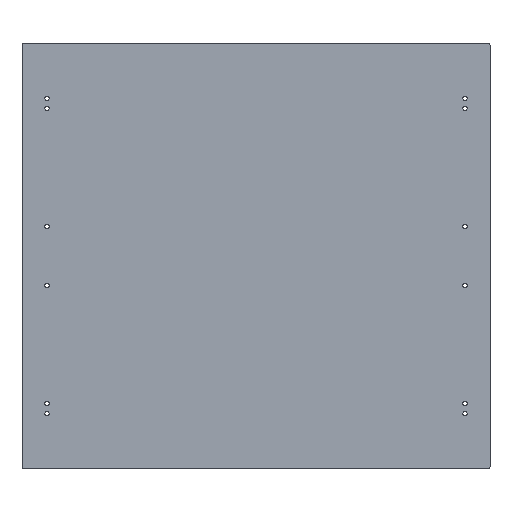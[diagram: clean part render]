
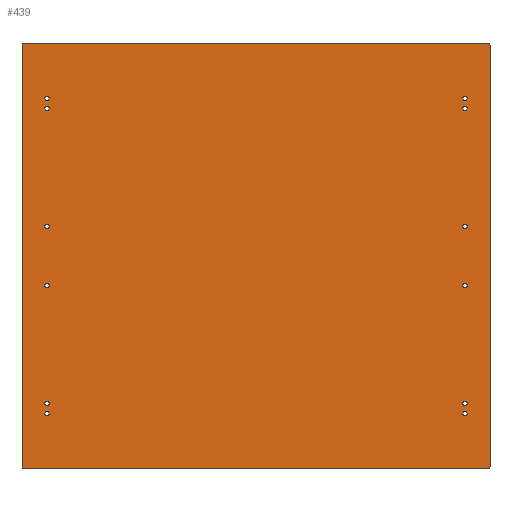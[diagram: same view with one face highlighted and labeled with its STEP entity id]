
A CAD part, top view. The second image highlights one B-rep face of the part: STEP entity #439.
In plain terms, the highlighted planar face has unit normal (0, 0, 1).
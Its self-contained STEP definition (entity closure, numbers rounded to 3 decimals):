
#15=FACE_BOUND('',#70,.T.);
#16=FACE_BOUND('',#71,.T.);
#17=FACE_BOUND('',#72,.T.);
#18=FACE_BOUND('',#73,.T.);
#19=FACE_BOUND('',#74,.T.);
#20=FACE_BOUND('',#75,.T.);
#21=FACE_BOUND('',#76,.T.);
#22=FACE_BOUND('',#77,.T.);
#23=FACE_BOUND('',#78,.T.);
#24=FACE_BOUND('',#79,.T.);
#25=FACE_BOUND('',#80,.T.);
#26=FACE_BOUND('',#81,.T.);
#40=PLANE('',#477);
#47=FACE_OUTER_BOUND('',#69,.T.);
#69=EDGE_LOOP('',(#309,#310,#311,#312,#313,#314,#315,#316));
#70=EDGE_LOOP('',(#317));
#71=EDGE_LOOP('',(#318));
#72=EDGE_LOOP('',(#319));
#73=EDGE_LOOP('',(#320));
#74=EDGE_LOOP('',(#321));
#75=EDGE_LOOP('',(#322));
#76=EDGE_LOOP('',(#323));
#77=EDGE_LOOP('',(#324));
#78=EDGE_LOOP('',(#325));
#79=EDGE_LOOP('',(#326));
#80=EDGE_LOOP('',(#327));
#81=EDGE_LOOP('',(#328));
#115=LINE('',#677,#143);
#118=LINE('',#683,#146);
#119=LINE('',#687,#147);
#120=LINE('',#691,#148);
#143=VECTOR('',#539,10.);
#146=VECTOR('',#544,10.);
#147=VECTOR('',#547,10.);
#148=VECTOR('',#550,10.);
#169=CIRCLE('',#474,2.);
#171=CIRCLE('',#478,2.);
#172=CIRCLE('',#479,2.);
#173=CIRCLE('',#480,2.);
#174=CIRCLE('',#481,3.3);
#175=CIRCLE('',#482,3.3);
#176=CIRCLE('',#483,3.3);
#177=CIRCLE('',#484,3.3);
#178=CIRCLE('',#485,3.3);
#179=CIRCLE('',#486,3.3);
#180=CIRCLE('',#487,3.3);
#181=CIRCLE('',#488,3.3);
#182=CIRCLE('',#489,3.3);
#183=CIRCLE('',#490,3.3);
#184=CIRCLE('',#491,3.3);
#185=CIRCLE('',#492,3.3);
#201=VERTEX_POINT('',#667);
#202=VERTEX_POINT('',#668);
#205=VERTEX_POINT('',#676);
#207=VERTEX_POINT('',#682);
#208=VERTEX_POINT('',#684);
#209=VERTEX_POINT('',#686);
#210=VERTEX_POINT('',#688);
#211=VERTEX_POINT('',#690);
#212=VERTEX_POINT('',#693);
#213=VERTEX_POINT('',#695);
#214=VERTEX_POINT('',#697);
#215=VERTEX_POINT('',#699);
#216=VERTEX_POINT('',#701);
#217=VERTEX_POINT('',#703);
#218=VERTEX_POINT('',#705);
#219=VERTEX_POINT('',#707);
#220=VERTEX_POINT('',#709);
#221=VERTEX_POINT('',#711);
#222=VERTEX_POINT('',#713);
#223=VERTEX_POINT('',#715);
#241=EDGE_CURVE('',#201,#202,#169,.T.);
#245=EDGE_CURVE('',#205,#202,#115,.T.);
#248=EDGE_CURVE('',#201,#207,#118,.T.);
#249=EDGE_CURVE('',#208,#207,#171,.T.);
#250=EDGE_CURVE('',#208,#209,#119,.T.);
#251=EDGE_CURVE('',#210,#209,#172,.T.);
#252=EDGE_CURVE('',#210,#211,#120,.T.);
#253=EDGE_CURVE('',#205,#211,#173,.T.);
#254=EDGE_CURVE('',#212,#212,#174,.T.);
#255=EDGE_CURVE('',#213,#213,#175,.T.);
#256=EDGE_CURVE('',#214,#214,#176,.T.);
#257=EDGE_CURVE('',#215,#215,#177,.T.);
#258=EDGE_CURVE('',#216,#216,#178,.T.);
#259=EDGE_CURVE('',#217,#217,#179,.T.);
#260=EDGE_CURVE('',#218,#218,#180,.T.);
#261=EDGE_CURVE('',#219,#219,#181,.T.);
#262=EDGE_CURVE('',#220,#220,#182,.T.);
#263=EDGE_CURVE('',#221,#221,#183,.T.);
#264=EDGE_CURVE('',#222,#222,#184,.T.);
#265=EDGE_CURVE('',#223,#223,#185,.T.);
#309=ORIENTED_EDGE('',*,*,#241,.F.);
#310=ORIENTED_EDGE('',*,*,#248,.T.);
#311=ORIENTED_EDGE('',*,*,#249,.F.);
#312=ORIENTED_EDGE('',*,*,#250,.T.);
#313=ORIENTED_EDGE('',*,*,#251,.F.);
#314=ORIENTED_EDGE('',*,*,#252,.T.);
#315=ORIENTED_EDGE('',*,*,#253,.F.);
#316=ORIENTED_EDGE('',*,*,#245,.T.);
#317=ORIENTED_EDGE('',*,*,#254,.T.);
#318=ORIENTED_EDGE('',*,*,#255,.T.);
#319=ORIENTED_EDGE('',*,*,#256,.T.);
#320=ORIENTED_EDGE('',*,*,#257,.T.);
#321=ORIENTED_EDGE('',*,*,#258,.T.);
#322=ORIENTED_EDGE('',*,*,#259,.T.);
#323=ORIENTED_EDGE('',*,*,#260,.T.);
#324=ORIENTED_EDGE('',*,*,#261,.T.);
#325=ORIENTED_EDGE('',*,*,#262,.T.);
#326=ORIENTED_EDGE('',*,*,#263,.T.);
#327=ORIENTED_EDGE('',*,*,#264,.T.);
#328=ORIENTED_EDGE('',*,*,#265,.T.);
#439=ADVANCED_FACE('',(#47,#15,#16,#17,#18,#19,#20,#21,#22,#23,#24,#25,
#26),#40,.T.);
#474=AXIS2_PLACEMENT_3D('',#669,#531,#532);
#477=AXIS2_PLACEMENT_3D('',#681,#542,#543);
#478=AXIS2_PLACEMENT_3D('',#685,#545,#546);
#479=AXIS2_PLACEMENT_3D('',#689,#548,#549);
#480=AXIS2_PLACEMENT_3D('',#692,#551,#552);
#481=AXIS2_PLACEMENT_3D('',#694,#553,#554);
#482=AXIS2_PLACEMENT_3D('',#696,#555,#556);
#483=AXIS2_PLACEMENT_3D('',#698,#557,#558);
#484=AXIS2_PLACEMENT_3D('',#700,#559,#560);
#485=AXIS2_PLACEMENT_3D('',#702,#561,#562);
#486=AXIS2_PLACEMENT_3D('',#704,#563,#564);
#487=AXIS2_PLACEMENT_3D('',#706,#565,#566);
#488=AXIS2_PLACEMENT_3D('',#708,#567,#568);
#489=AXIS2_PLACEMENT_3D('',#710,#569,#570);
#490=AXIS2_PLACEMENT_3D('',#712,#571,#572);
#491=AXIS2_PLACEMENT_3D('',#714,#573,#574);
#492=AXIS2_PLACEMENT_3D('',#716,#575,#576);
#531=DIRECTION('center_axis',(0.,0.,-1.));
#532=DIRECTION('ref_axis',(-0.707,-0.707,0.));
#539=DIRECTION('',(0.,-1.,0.));
#542=DIRECTION('center_axis',(0.,0.,1.));
#543=DIRECTION('ref_axis',(1.,0.,0.));
#544=DIRECTION('',(1.,0.,0.));
#545=DIRECTION('center_axis',(0.,0.,-1.));
#546=DIRECTION('ref_axis',(0.707,-0.707,0.));
#547=DIRECTION('',(0.,1.,0.));
#548=DIRECTION('center_axis',(0.,0.,-1.));
#549=DIRECTION('ref_axis',(0.707,0.707,0.));
#550=DIRECTION('',(-1.,0.,0.));
#551=DIRECTION('center_axis',(0.,0.,-1.));
#552=DIRECTION('ref_axis',(-0.707,0.707,0.));
#553=DIRECTION('center_axis',(0.,0.,-1.));
#554=DIRECTION('ref_axis',(-1.,0.,0.));
#555=DIRECTION('center_axis',(0.,0.,-1.));
#556=DIRECTION('ref_axis',(-1.,0.,0.));
#557=DIRECTION('center_axis',(0.,0.,-1.));
#558=DIRECTION('ref_axis',(-1.,0.,0.));
#559=DIRECTION('center_axis',(0.,0.,-1.));
#560=DIRECTION('ref_axis',(-1.,0.,0.));
#561=DIRECTION('center_axis',(0.,0.,-1.));
#562=DIRECTION('ref_axis',(-1.,0.,0.));
#563=DIRECTION('center_axis',(0.,0.,-1.));
#564=DIRECTION('ref_axis',(-1.,0.,0.));
#565=DIRECTION('center_axis',(0.,0.,-1.));
#566=DIRECTION('ref_axis',(-1.,0.,0.));
#567=DIRECTION('center_axis',(0.,0.,-1.));
#568=DIRECTION('ref_axis',(-1.,0.,0.));
#569=DIRECTION('center_axis',(0.,0.,-1.));
#570=DIRECTION('ref_axis',(-1.,0.,0.));
#571=DIRECTION('center_axis',(0.,0.,-1.));
#572=DIRECTION('ref_axis',(-1.,0.,0.));
#573=DIRECTION('center_axis',(0.,0.,-1.));
#574=DIRECTION('ref_axis',(-1.,0.,0.));
#575=DIRECTION('center_axis',(0.,0.,-1.));
#576=DIRECTION('ref_axis',(-1.,0.,0.));
#667=CARTESIAN_POINT('',(-348.,-317.5,4.));
#668=CARTESIAN_POINT('',(-350.,-315.5,4.));
#669=CARTESIAN_POINT('Origin',(-348.,-315.5,4.));
#676=CARTESIAN_POINT('',(-350.,315.5,4.));
#677=CARTESIAN_POINT('',(-350.,317.5,4.));
#681=CARTESIAN_POINT('Origin',(0.,0.,
4.));
#682=CARTESIAN_POINT('',(348.,-317.5,4.));
#683=CARTESIAN_POINT('',(-350.,-317.5,4.));
#684=CARTESIAN_POINT('',(350.,-315.5,4.));
#685=CARTESIAN_POINT('Origin',(348.,-315.5,4.));
#686=CARTESIAN_POINT('',(350.,315.5,4.));
#687=CARTESIAN_POINT('',(350.,-317.5,4.));
#688=CARTESIAN_POINT('',(348.,317.5,4.));
#689=CARTESIAN_POINT('Origin',(348.,315.5,4.));
#690=CARTESIAN_POINT('',(-348.,317.5,4.));
#691=CARTESIAN_POINT('',(350.,317.5,4.));
#692=CARTESIAN_POINT('Origin',(-348.,315.5,4.));
#693=CARTESIAN_POINT('',(315.8,-221.,4.));
#694=CARTESIAN_POINT('Origin',(312.5,-221.,4.));
#695=CARTESIAN_POINT('',(315.8,236.,4.));
#696=CARTESIAN_POINT('Origin',(312.5,236.,4.));
#697=CARTESIAN_POINT('',(-309.2,-221.,4.));
#698=CARTESIAN_POINT('Origin',(-312.5,-221.,4.));
#699=CARTESIAN_POINT('',(-309.2,236.,4.));
#700=CARTESIAN_POINT('Origin',(-312.5,236.,4.));
#701=CARTESIAN_POINT('',(315.8,-44.5,4.));
#702=CARTESIAN_POINT('Origin',(312.5,-44.5,4.));
#703=CARTESIAN_POINT('',(-309.2,-44.5,4.));
#704=CARTESIAN_POINT('Origin',(-312.5,-44.5,4.));
#705=CARTESIAN_POINT('',(-309.2,44.5,4.));
#706=CARTESIAN_POINT('Origin',(-312.5,44.5,4.));
#707=CARTESIAN_POINT('',(315.8,44.5,4.));
#708=CARTESIAN_POINT('Origin',(312.5,44.5,4.));
#709=CARTESIAN_POINT('',(-309.2,221.,4.));
#710=CARTESIAN_POINT('Origin',(-312.5,221.,4.));
#711=CARTESIAN_POINT('',(-309.2,-236.,4.));
#712=CARTESIAN_POINT('Origin',(-312.5,-236.,4.));
#713=CARTESIAN_POINT('',(315.8,221.,4.));
#714=CARTESIAN_POINT('Origin',(312.5,221.,4.));
#715=CARTESIAN_POINT('',(315.8,-236.,4.));
#716=CARTESIAN_POINT('Origin',(312.5,-236.,4.));
